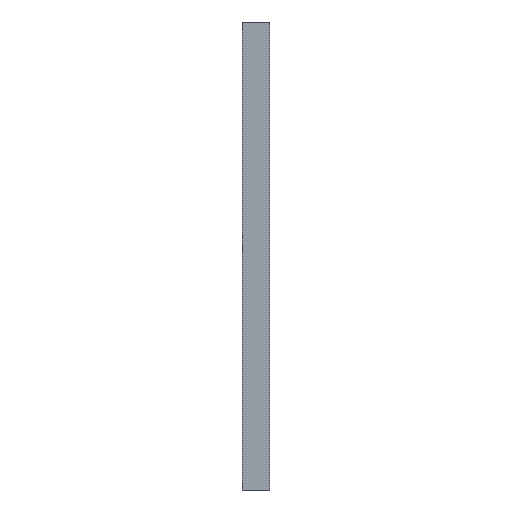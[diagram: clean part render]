
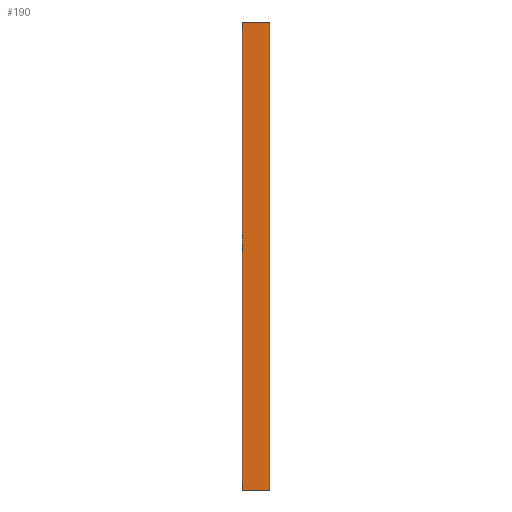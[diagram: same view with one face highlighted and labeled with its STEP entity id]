
A CAD part, left-side view. The second image highlights one B-rep face of the part: STEP entity #190.
In plain terms, the highlighted planar face has unit normal (-1, 0, 0).
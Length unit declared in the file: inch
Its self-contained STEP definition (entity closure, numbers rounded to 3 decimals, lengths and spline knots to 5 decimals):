
#8 = VERTEX_POINT ( 'NONE', #1034 ) ;
#61 = CARTESIAN_POINT ( 'NONE',  ( -4.25, -0.25, 4.25 ) ) ;
#99 = VERTEX_POINT ( 'NONE', #613 ) ;
#135 = EDGE_CURVE ( 'NONE', #99, #8, #815, .T. ) ;
#143 = CARTESIAN_POINT ( 'NONE',  ( -4.25, 0.25, -4.25 ) ) ;
#150 = DIRECTION ( 'NONE',  ( 0., -1., 0. ) ) ;
#156 = LINE ( 'NONE', #556, #712 ) ;
#190 = ADVANCED_FACE ( 'NONE', ( #235 ), #661, .F. ) ;
#235 = FACE_OUTER_BOUND ( 'NONE', #588, .T. ) ;
#362 = EDGE_CURVE ( 'NONE', #894, #902, #156, .T. ) ;
#364 = VECTOR ( 'NONE', #919, 39.37008 ) ;
#389 = LINE ( 'NONE', #722, #838 ) ;
#398 = DIRECTION ( 'NONE',  ( 0., 0., -1. ) ) ;
#400 = LINE ( 'NONE', #634, #916 ) ;
#403 = CARTESIAN_POINT ( 'NONE',  ( -4.25, 0.25, 4.25 ) ) ;
#477 = DIRECTION ( 'NONE',  ( 0., 0., 1. ) ) ;
#516 = EDGE_CURVE ( 'NONE', #8, #902, #400, .T. ) ;
#556 = CARTESIAN_POINT ( 'NONE',  ( -4.25, 0.25, 4.25 ) ) ;
#558 = EDGE_CURVE ( 'NONE', #99, #894, #389, .T. ) ;
#588 = EDGE_LOOP ( 'NONE', ( #978, #1012, #785, #726 ) ) ;
#593 = AXIS2_PLACEMENT_3D ( 'NONE', #403, #895, #398 ) ;
#613 = CARTESIAN_POINT ( 'NONE',  ( -4.25, 0.25, -4.25 ) ) ;
#634 = CARTESIAN_POINT ( 'NONE',  ( -4.25, -0.25, 4.25 ) ) ;
#661 = PLANE ( 'NONE',  #593 ) ;
#712 = VECTOR ( 'NONE', #150, 39.37008 ) ;
#722 = CARTESIAN_POINT ( 'NONE',  ( -4.25, 0.25, 4.25 ) ) ;
#726 = ORIENTED_EDGE ( 'NONE', *, *, #135, .T. ) ;
#779 = CARTESIAN_POINT ( 'NONE',  ( -4.25, 0.25, 4.25 ) ) ;
#785 = ORIENTED_EDGE ( 'NONE', *, *, #558, .F. ) ;
#812 = DIRECTION ( 'NONE',  ( 0., 0., 1. ) ) ;
#815 = LINE ( 'NONE', #143, #364 ) ;
#838 = VECTOR ( 'NONE', #812, 39.37008 ) ;
#894 = VERTEX_POINT ( 'NONE', #779 ) ;
#895 = DIRECTION ( 'NONE',  ( 1., 0., 0. ) ) ;
#902 = VERTEX_POINT ( 'NONE', #61 ) ;
#916 = VECTOR ( 'NONE', #477, 39.37008 ) ;
#919 = DIRECTION ( 'NONE',  ( 0., -1., 0. ) ) ;
#978 = ORIENTED_EDGE ( 'NONE', *, *, #516, .T. ) ;
#1012 = ORIENTED_EDGE ( 'NONE', *, *, #362, .F. ) ;
#1034 = CARTESIAN_POINT ( 'NONE',  ( -4.25, -0.25, -4.25 ) ) ;
